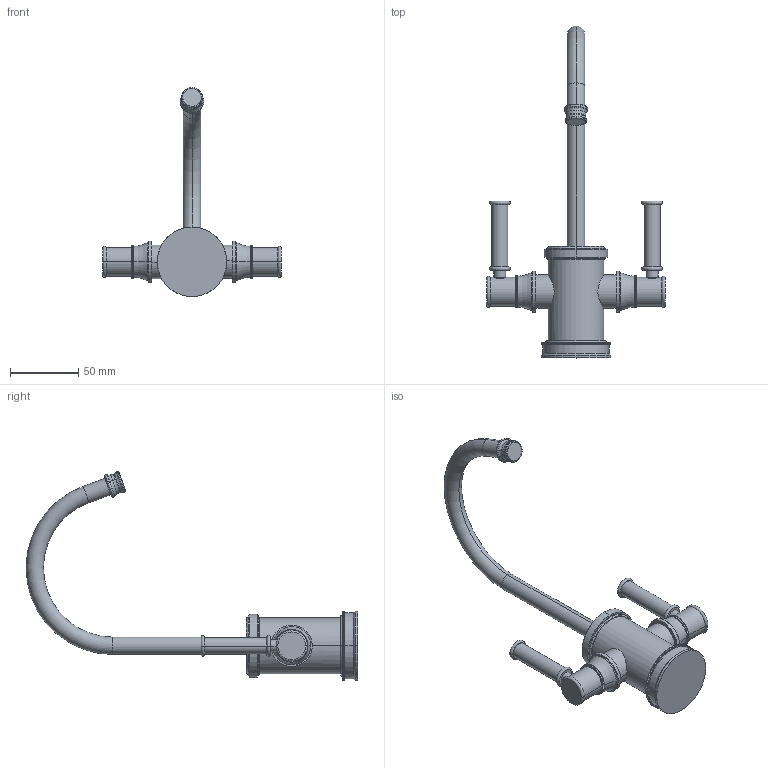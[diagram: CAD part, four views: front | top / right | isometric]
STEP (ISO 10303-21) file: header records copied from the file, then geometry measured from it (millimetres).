
FILE_DESCRIPTION((''),'2;1');
FILE_NAME('2940-5603','2021-04-21T15:54:59',('jinson.thomas'),(''),'CREO PARAMETRIC BY PTC INC, 2018400','CREO PARAMETRIC BY PTC INC, 2018400','');
FILE_SCHEMA(('CONFIG_CONTROL_DESIGN'));
Length unit declared in the file: inch
Products named in the file (1): 2940-5603
Bounding box: 130.81 x 243.13 x 153.1 mm (x, y, z)
Volume: 206277.6 mm3; surface area: 41334.5 mm2
Topology: 1 solids, 1 shells, 938 faces, 2672 edges, 1762 vertices
Faces by surface type: plane 568, cylinder 316, torus 50, cone 4
Entity records: 30832 total; most frequent: CARTESIAN_POINT 5652, ORIENTED_EDGE 5344, DIRECTION 5280, EDGE_CURVE 2672, VECTOR 1916, LINE 1916, VERTEX_POINT 1762, AXIS2_PLACEMENT_3D 1682
